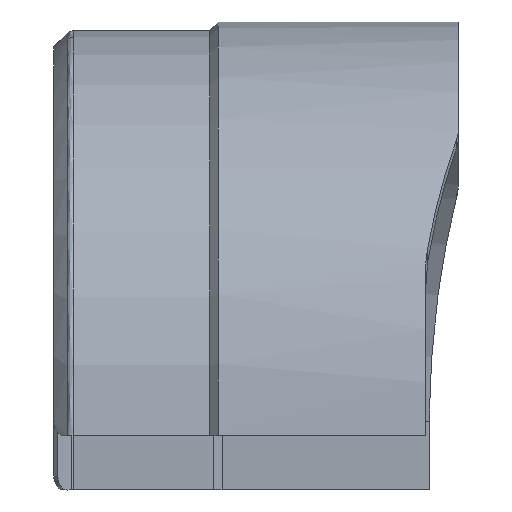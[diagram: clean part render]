
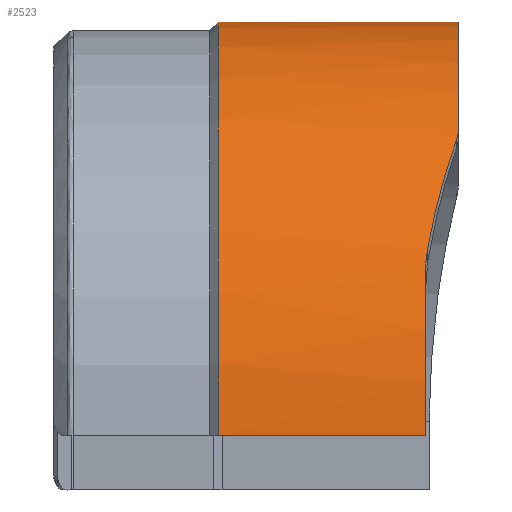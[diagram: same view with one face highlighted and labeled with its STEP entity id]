
A CAD part, front view. The second image highlights one B-rep face of the part: STEP entity #2523.
In plain terms, the highlighted cylindrical face has radius 460.883 mm (diameter 921.765 mm), a partial arc.
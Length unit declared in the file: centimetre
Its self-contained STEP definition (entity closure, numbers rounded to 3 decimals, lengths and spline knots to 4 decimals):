
#26 = AXIS2_PLACEMENT_3D ( 'NONE', #693, #2280, #1594 ) ;
#149 = LINE ( 'NONE', #2163, #2339 ) ;
#199 = FACE_OUTER_BOUND ( 'NONE', #282, .T. ) ;
#211 = CARTESIAN_POINT ( 'NONE',  ( 27.4815, -54.8201, 32.9448 ) ) ;
#224 = DIRECTION ( 'NONE',  ( -1., 0., 0. ) ) ;
#251 = VERTEX_POINT ( 'NONE', #2150 ) ;
#282 = EDGE_LOOP ( 'NONE', ( #385, #576, #1350, #2622, #2564, #605, #1187, #2005 ) ) ;
#310 = CARTESIAN_POINT ( 'NONE',  ( 30.9745, -40.9617, -0.0108 ) ) ;
#385 = ORIENTED_EDGE ( 'NONE', *, *, #2502, .F. ) ;
#394 = EDGE_CURVE ( 'NONE', #753, #251, #665, .T. ) ;
#443 = CARTESIAN_POINT ( 'NONE',  ( 27.3076, -55.5335, 33.6288 ) ) ;
#446 = AXIS2_PLACEMENT_3D ( 'NONE', #1538, #224, #2227 ) ;
#502 = VERTEX_POINT ( 'NONE', #686 ) ;
#505 = DIRECTION ( 'NONE',  ( 1., 0., 0. ) ) ;
#545 = CARTESIAN_POINT ( 'NONE',  ( 54.05, -87.05, 0. ) ) ;
#549 = CARTESIAN_POINT ( 'NONE',  ( 30.8069, -45.6467, 20.2548 ) ) ;
#576 = ORIENTED_EDGE ( 'NONE', *, *, #1049, .T. ) ;
#605 = ORIENTED_EDGE ( 'NONE', *, *, #1508, .T. ) ;
#628 = CARTESIAN_POINT ( 'NONE',  ( 27.3709, -55.1729, 33.2872 ) ) ;
#660 = CARTESIAN_POINT ( 'NONE',  ( 27.4815, -54.8201, 32.9448 ) ) ;
#665 =( BOUNDED_CURVE ( )  B_SPLINE_CURVE ( 3, ( #2440, #2663, #2039, #660 ),
 .UNSPECIFIED., .F., .F. ) 
 B_SPLINE_CURVE_WITH_KNOTS ( ( 4, 4 ),
 ( 0.468, 0.7964 ),
 .UNSPECIFIED. ) 
 CURVE ( )  GEOMETRIC_REPRESENTATION_ITEM ( )  RATIONAL_B_SPLINE_CURVE ( ( 1., 0.991, 0.991, 1. ) ) 
 REPRESENTATION_ITEM ( '' )  );
#682 = DIRECTION ( 'NONE',  ( 1., 0., 0. ) ) ;
#686 = CARTESIAN_POINT ( 'NONE',  ( 54.05, -87.05, 46.0883 ) ) ;
#693 = CARTESIAN_POINT ( 'NONE',  ( 30.9745, -87.05, 0. ) ) ;
#753 = VERTEX_POINT ( 'NONE', #2641 ) ;
#804 = CARTESIAN_POINT ( 'NONE',  ( 30.9745, -44.636, 18.0432 ) ) ;
#846 = VERTEX_POINT ( 'NONE', #1744 ) ;
#927 = AXIS2_PLACEMENT_3D ( 'NONE', #2716, #682, #1585 ) ;
#1041 = CARTESIAN_POINT ( 'NONE',  ( 30.7084, -45.9185, 20.7924 ) ) ;
#1049 = EDGE_CURVE ( 'NONE', #1527, #502, #149, .T. ) ;
#1065 = VERTEX_POINT ( 'NONE', #2354 ) ;
#1106 = CYLINDRICAL_SURFACE ( 'NONE', #927, 46.0883 ) ;
#1187 = ORIENTED_EDGE ( 'NONE', *, *, #394, .T. ) ;
#1228 = EDGE_CURVE ( 'NONE', #502, #846, #1252, .T. ) ;
#1252 = CIRCLE ( 'NONE', #1340, 46.0883 ) ;
#1340 = AXIS2_PLACEMENT_3D ( 'NONE', #545, #1940, #2846 ) ;
#1350 = ORIENTED_EDGE ( 'NONE', *, *, #1228, .T. ) ;
#1358 = EDGE_CURVE ( 'NONE', #1546, #2230, #2018, .T. ) ;
#1446 = CARTESIAN_POINT ( 'NONE',  ( 30.8725, -45.3841, 19.7091 ) ) ;
#1508 = EDGE_CURVE ( 'NONE', #1546, #753, #2040, .T. ) ;
#1527 = VERTEX_POINT ( 'NONE', #1692 ) ;
#1538 = CARTESIAN_POINT ( 'NONE',  ( 27.2915, -87.05, 0. ) ) ;
#1546 = VERTEX_POINT ( 'NONE', #1708 ) ;
#1585 = DIRECTION ( 'NONE',  ( 0., 0., 1. ) ) ;
#1594 = DIRECTION ( 'NONE',  ( 0., -1., 0. ) ) ;
#1692 = CARTESIAN_POINT ( 'NONE',  ( 27.2915, -87.05, 46.0883 ) ) ;
#1708 = CARTESIAN_POINT ( 'NONE',  ( 30.9745, -44.4036, 17.4761 ) ) ;
#1721 = CARTESIAN_POINT ( 'NONE',  ( 30.9745, -44.4036, 17.4761 ) ) ;
#1735 = CIRCLE ( 'NONE', #446, 46.0883 ) ;
#1744 = CARTESIAN_POINT ( 'NONE',  ( 54.05, -40.9617, -0.0108 ) ) ;
#1856 = CARTESIAN_POINT ( 'NONE',  ( 40.6707, -40.9617, -0.0108 ) ) ;
#1940 = DIRECTION ( 'NONE',  ( -1., 0., 0. ) ) ;
#2005 = ORIENTED_EDGE ( 'NONE', *, *, #2350, .T. ) ;
#2018 = CIRCLE ( 'NONE', #26, 46.0883 ) ;
#2036 = CARTESIAN_POINT ( 'NONE',  ( 27.2915, -55.7165, 33.7994 ) ) ;
#2039 = CARTESIAN_POINT ( 'NONE',  ( 28.7944, -51.1983, 29.4016 ) ) ;
#2040 = B_SPLINE_CURVE_WITH_KNOTS ( 'NONE', 3,
 ( #1721, #804, #2140, #1446, #549, #1041 ),
 .UNSPECIFIED., .F., .F.,
 ( 4, 2, 4 ),
 ( 0.1895, 0.2078, 0.226 ),
 .UNSPECIFIED. ) ;
#2082 = LINE ( 'NONE', #1856, #2483 ) ;
#2140 = CARTESIAN_POINT ( 'NONE',  ( 30.9564, -44.8788, 18.6033 ) ) ;
#2150 = CARTESIAN_POINT ( 'NONE',  ( 27.4815, -54.8201, 32.9448 ) ) ;
#2163 = CARTESIAN_POINT ( 'NONE',  ( 40.6707, -87.05, 46.0883 ) ) ;
#2227 = DIRECTION ( 'NONE',  ( 0., 0., -1. ) ) ;
#2230 = VERTEX_POINT ( 'NONE', #310 ) ;
#2280 = DIRECTION ( 'NONE',  ( -1., 0., 0. ) ) ;
#2339 = VECTOR ( 'NONE', #2589, 100. ) ;
#2350 = EDGE_CURVE ( 'NONE', #251, #1065, #2873, .T. ) ;
#2354 = CARTESIAN_POINT ( 'NONE',  ( 27.2915, -55.9021, 33.9697 ) ) ;
#2440 = CARTESIAN_POINT ( 'NONE',  ( 30.7084, -45.9185, 20.7924 ) ) ;
#2483 = VECTOR ( 'NONE', #505, 100. ) ;
#2502 = EDGE_CURVE ( 'NONE', #1527, #1065, #1735, .T. ) ;
#2523 = ADVANCED_FACE ( 'NONE', ( #199 ), #1106, .T. ) ;
#2564 = ORIENTED_EDGE ( 'NONE', *, *, #1358, .F. ) ;
#2589 = DIRECTION ( 'NONE',  ( 1., 0., 0. ) ) ;
#2619 = EDGE_CURVE ( 'NONE', #2230, #846, #2082, .T. ) ;
#2622 = ORIENTED_EDGE ( 'NONE', *, *, #2619, .F. ) ;
#2641 = CARTESIAN_POINT ( 'NONE',  ( 30.7084, -45.9185, 20.7924 ) ) ;
#2660 = CARTESIAN_POINT ( 'NONE',  ( 27.2915, -55.9021, 33.9697 ) ) ;
#2663 = CARTESIAN_POINT ( 'NONE',  ( 29.8798, -48.2043, 25.3142 ) ) ;
#2716 = CARTESIAN_POINT ( 'NONE',  ( 40.6707, -87.05, 0. ) ) ;
#2846 = DIRECTION ( 'NONE',  ( 0., 0., -1. ) ) ;
#2873 = B_SPLINE_CURVE_WITH_KNOTS ( 'NONE', 3,
 ( #211, #2931, #628, #443, #2036, #2660 ),
 .UNSPECIFIED., .F., .F.,
 ( 4, 2, 4 ),
 ( 0.0375, 0.045, 0.0525 ),
 .UNSPECIFIED. ) ;
#2931 = CARTESIAN_POINT ( 'NONE',  ( 27.4181, -54.9952, 33.1161 ) ) ;
